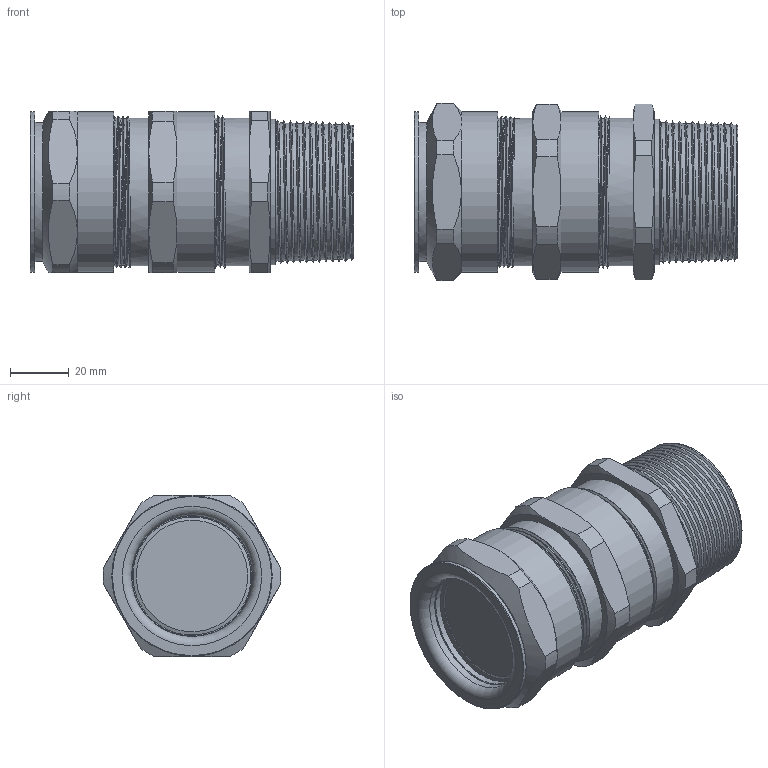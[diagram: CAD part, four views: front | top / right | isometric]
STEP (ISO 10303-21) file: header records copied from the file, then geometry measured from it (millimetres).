
FILE_DESCRIPTION(/* description */ ('ADE-4F NPT 1 1/2" Größe 10'),/* implementation_level */ '2;1');
FILE_NAME(/* name */ '00849094V1-RST.stp',/* time_stamp */ '2021-09-01T11:18:10+02:00',/* author */ ('sl'),/* organization */ (''),/* preprocessor_version */ 'ST-DEVELOPER v16.5',/* originating_system */ 'Autodesk Inventor 2017',/* authorisation */ '');
FILE_SCHEMA (('AUTOMOTIVE_DESIGN { 1 0 10303 214 3 1 1 }'));
Length unit declared in the file: millimetre
Products named in the file (9): 00849094V1; ADE-4F-07-BT-0008-00849094V1-neu; 00849094V1_1; 00849094V1_2; 00849094V1_3; 00849094V1_4; 00849094V1_5; 00849094V1_6; 00849094V1_7
Assembly tree (8 placements, depth 2):
  00849094V1
    ADE-4F-07-BT-0008-00849094V1-neu
    00849094V1_1
    00849094V1_2
    00849094V1_3
    00849094V1_4
    00849094V1_5
    00849094V1_6
    00849094V1_7
Bounding box: 110.21 x 60.51 x 55 mm (x, y, z)
Volume: 107014.4 mm3; surface area: 80779.6 mm2
Topology: 10 solids, 10 shells, 237 faces, 519 edges, 326 vertices
Faces by surface type: cylinder 90, plane 72, cone 48, torus 17, bspline 10
Full cylindrical faces by diameter (mm): 33.8 x1, 33.9 x1, 34.13 x1, 36.2 x1, 36.7 x1, 38.35 x1, 38.85 x1, 40.25 x1, 40.65 x1, 41 x1, 41.07 x1, 41.43 x1, 41.47 x1, 42.36 x1, 43.09 x1, 43.1 x2, 44.59 x1, 45.04 x1, 45.16 x1, 45.4 x1, 46.46 x1, 46.82 x1, 46.99 x1, 47 x2, 47.37 x1, 49.58 x1, 49.9 x1, 50.17 x5, 50.26 x2, 50.298 x7
Entity records: 14465 total; most frequent: CARTESIAN_POINT 10492, DIRECTION 804, ORIENTED_EDGE 662, AXIS2_PLACEMENT_3D 384, EDGE_CURVE 329, EDGE_LOOP 313, VERTEX_POINT 244, FACE_OUTER_BOUND 201
